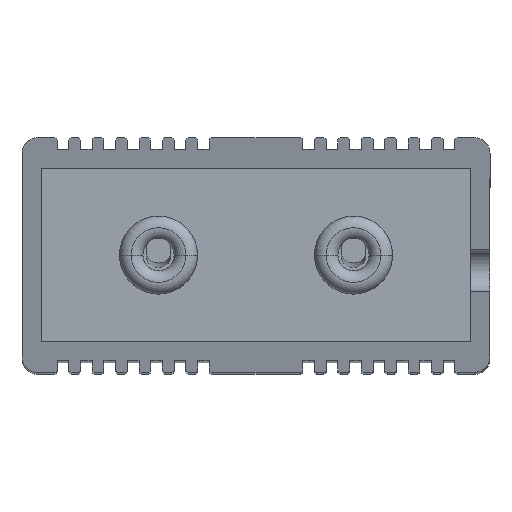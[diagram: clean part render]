
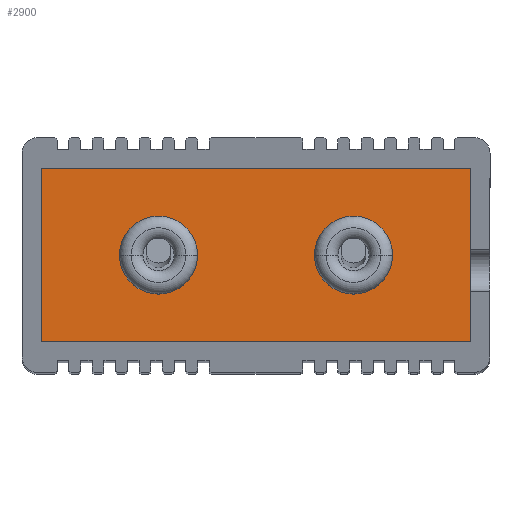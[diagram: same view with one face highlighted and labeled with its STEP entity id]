
A CAD part, top view. The second image highlights one B-rep face of the part: STEP entity #2900.
In plain terms, the highlighted planar face has unit normal (0, 0, 1).
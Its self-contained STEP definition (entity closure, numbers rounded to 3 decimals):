
#147 = AXIS2_PLACEMENT_3D ( 'NONE', #4809, #942, #5471 ) ;
#297 = VERTEX_POINT ( 'NONE', #3262 ) ;
#300 = AXIS2_PLACEMENT_3D ( 'NONE', #6404, #2519, #7026 ) ;
#401 = CARTESIAN_POINT ( 'NONE',  ( -27.55, 11.05, 62.5 ) ) ;
#465 = LINE ( 'NONE', #1231, #7099 ) ;
#542 = CIRCLE ( 'NONE', #5588, 5. ) ;
#570 = AXIS2_PLACEMENT_3D ( 'NONE', #7613, #3775, #8260 ) ;
#598 = LINE ( 'NONE', #6869, #1902 ) ;
#674 = ORIENTED_EDGE ( 'NONE', *, *, #1188, .T. ) ;
#804 = VERTEX_POINT ( 'NONE', #401 ) ;
#859 = AXIS2_PLACEMENT_3D ( 'NONE', #2694, #7201, #3345 ) ;
#942 = DIRECTION ( 'NONE',  ( 0., 0., 1. ) ) ;
#1039 = VERTEX_POINT ( 'NONE', #1148 ) ;
#1139 = CARTESIAN_POINT ( 'NONE',  ( -12.5, 0., 62.5 ) ) ;
#1148 = CARTESIAN_POINT ( 'NONE',  ( -17.5, 0., 62.5 ) ) ;
#1150 = CARTESIAN_POINT ( 'NONE',  ( -27.55, -11.05, 62.5 ) ) ;
#1156 = VERTEX_POINT ( 'NONE', #4302 ) ;
#1188 = EDGE_CURVE ( 'NONE', #6791, #1156, #3261, .T. ) ;
#1231 = CARTESIAN_POINT ( 'NONE',  ( 27.55, 11.05, 62.5 ) ) ;
#1467 = EDGE_CURVE ( 'NONE', #6266, #3268, #1657, .T. ) ;
#1568 = VECTOR ( 'NONE', #8190, 1000. ) ;
#1614 = ORIENTED_EDGE ( 'NONE', *, *, #4821, .T. ) ;
#1657 = CIRCLE ( 'NONE', #859, 5. ) ;
#1729 = DIRECTION ( 'NONE',  ( 1., 0., 0. ) ) ;
#1781 = DIRECTION ( 'NONE',  ( 1., 0., 0. ) ) ;
#1902 = VECTOR ( 'NONE', #1729, 1000. ) ;
#2380 = FACE_BOUND ( 'NONE', #5506, .T. ) ;
#2519 = DIRECTION ( 'NONE',  ( 0., 0., 1. ) ) ;
#2694 = CARTESIAN_POINT ( 'NONE',  ( 12.5, 0., 62.5 ) ) ;
#2900 = ADVANCED_FACE ( 'NONE', ( #7531, #2380, #3923 ), #6611, .T. ) ;
#3051 = CARTESIAN_POINT ( 'NONE',  ( 27.55, -11.05, 62.5 ) ) ;
#3121 = EDGE_CURVE ( 'NONE', #3268, #6266, #5355, .T. ) ;
#3261 = LINE ( 'NONE', #3051, #1568 ) ;
#3262 = CARTESIAN_POINT ( 'NONE',  ( -27.55, -11.05, 62.5 ) ) ;
#3268 = VERTEX_POINT ( 'NONE', #7170 ) ;
#3345 = DIRECTION ( 'NONE',  ( -1., 0., 0. ) ) ;
#3425 = ORIENTED_EDGE ( 'NONE', *, *, #3121, .F. ) ;
#3467 = VECTOR ( 'NONE', #4370, 1000. ) ;
#3485 = CARTESIAN_POINT ( 'NONE',  ( 7.5, 0., 62.5 ) ) ;
#3775 = DIRECTION ( 'NONE',  ( 0., 0., 1. ) ) ;
#3923 = FACE_BOUND ( 'NONE', #6613, .T. ) ;
#4216 = EDGE_CURVE ( 'NONE', #1156, #804, #465, .T. ) ;
#4302 = CARTESIAN_POINT ( 'NONE',  ( 27.55, 11.05, 62.5 ) ) ;
#4370 = DIRECTION ( 'NONE',  ( 0., -1., 0. ) ) ;
#4666 = ORIENTED_EDGE ( 'NONE', *, *, #5520, .F. ) ;
#4809 = CARTESIAN_POINT ( 'NONE',  ( 12.5, 0., 62.5 ) ) ;
#4821 = EDGE_CURVE ( 'NONE', #804, #297, #5003, .T. ) ;
#4844 = ORIENTED_EDGE ( 'NONE', *, *, #7393, .T. ) ;
#5003 = LINE ( 'NONE', #1150, #3467 ) ;
#5104 = DIRECTION ( 'NONE',  ( -1., 0., 0. ) ) ;
#5344 = CARTESIAN_POINT ( 'NONE',  ( 27.55, -11.05, 62.5 ) ) ;
#5355 = CIRCLE ( 'NONE', #147, 5. ) ;
#5359 = ORIENTED_EDGE ( 'NONE', *, *, #4216, .T. ) ;
#5388 = EDGE_LOOP ( 'NONE', ( #1614, #4844, #674, #5359 ) ) ;
#5471 = DIRECTION ( 'NONE',  ( -1., 0., 0. ) ) ;
#5506 = EDGE_LOOP ( 'NONE', ( #6323, #4666 ) ) ;
#5520 = EDGE_CURVE ( 'NONE', #7137, #1039, #6770, .T. ) ;
#5588 = AXIS2_PLACEMENT_3D ( 'NONE', #1139, #5670, #1781 ) ;
#5670 = DIRECTION ( 'NONE',  ( 0., 0., 1. ) ) ;
#5996 = CARTESIAN_POINT ( 'NONE',  ( -7.5, 0., 62.5 ) ) ;
#6266 = VERTEX_POINT ( 'NONE', #3485 ) ;
#6323 = ORIENTED_EDGE ( 'NONE', *, *, #8083, .F. ) ;
#6404 = CARTESIAN_POINT ( 'NONE',  ( 0., 0., 62.5 ) ) ;
#6611 = PLANE ( 'NONE',  #300 ) ;
#6613 = EDGE_LOOP ( 'NONE', ( #7794, #3425 ) ) ;
#6770 = CIRCLE ( 'NONE', #570, 5. ) ;
#6791 = VERTEX_POINT ( 'NONE', #5344 ) ;
#6869 = CARTESIAN_POINT ( 'NONE',  ( 27.55, -11.05, 62.5 ) ) ;
#7026 = DIRECTION ( 'NONE',  ( 1., 0., 0. ) ) ;
#7099 = VECTOR ( 'NONE', #5104, 1000. ) ;
#7137 = VERTEX_POINT ( 'NONE', #5996 ) ;
#7170 = CARTESIAN_POINT ( 'NONE',  ( 17.5, 0., 62.5 ) ) ;
#7201 = DIRECTION ( 'NONE',  ( 0., 0., 1. ) ) ;
#7393 = EDGE_CURVE ( 'NONE', #297, #6791, #598, .T. ) ;
#7531 = FACE_OUTER_BOUND ( 'NONE', #5388, .T. ) ;
#7613 = CARTESIAN_POINT ( 'NONE',  ( -12.5, 0., 62.5 ) ) ;
#7794 = ORIENTED_EDGE ( 'NONE', *, *, #1467, .F. ) ;
#8083 = EDGE_CURVE ( 'NONE', #1039, #7137, #542, .T. ) ;
#8190 = DIRECTION ( 'NONE',  ( 0., 1., 0. ) ) ;
#8260 = DIRECTION ( 'NONE',  ( 1., 0., 0. ) ) ;
